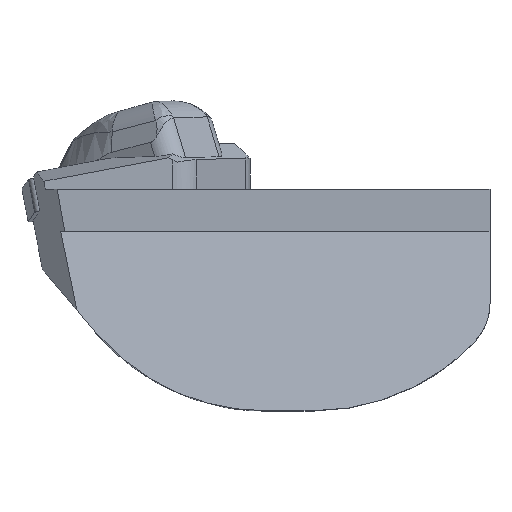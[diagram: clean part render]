
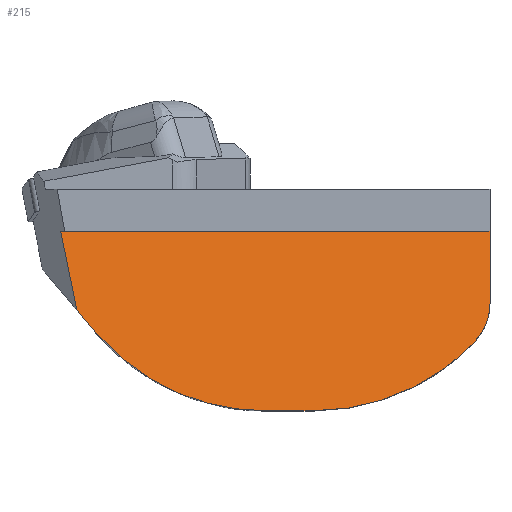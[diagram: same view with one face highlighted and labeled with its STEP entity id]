
A CAD part, top view. The second image highlights one B-rep face of the part: STEP entity #215.
In plain terms, the highlighted planar face has unit normal (0, 0.259, 0.966).
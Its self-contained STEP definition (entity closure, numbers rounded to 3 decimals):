
#183=ELLIPSE('',#1442,32.611,31.5);
#184=ELLIPSE('',#1445,32.611,31.5);
#186=ELLIPSE('',#1449,8.282,8.);
#215=ADVANCED_FACE('',(#322),#279,.F.);
#279=PLANE('',#1450);
#322=FACE_OUTER_BOUND('',#384,.T.);
#384=EDGE_LOOP('',(#760,#761,#762,#763,#764,#765,#766,#767));
#454=LINE('',#1994,#556);
#490=LINE('',#2096,#592);
#495=LINE('',#2115,#597);
#496=LINE('',#2117,#598);
#497=LINE('',#2121,#599);
#556=VECTOR('',#1566,1.);
#592=VECTOR('',#1642,1.);
#597=VECTOR('',#1663,1.);
#598=VECTOR('',#1666,1.);
#599=VECTOR('',#1669,1.);
#760=ORIENTED_EDGE('',*,*,#1226,.F.);
#761=ORIENTED_EDGE('',*,*,#1167,.T.);
#762=ORIENTED_EDGE('',*,*,#1215,.F.);
#763=ORIENTED_EDGE('',*,*,#1218,.T.);
#764=ORIENTED_EDGE('',*,*,#1225,.T.);
#765=ORIENTED_EDGE('',*,*,#1221,.T.);
#766=ORIENTED_EDGE('',*,*,#1227,.T.);
#767=ORIENTED_EDGE('',*,*,#1228,.T.);
#1040=VERTEX_POINT('',#1993);
#1041=VERTEX_POINT('',#1995);
#1074=VERTEX_POINT('',#2095);
#1076=VERTEX_POINT('',#2101);
#1078=VERTEX_POINT('',#2107);
#1079=VERTEX_POINT('',#2109);
#1081=VERTEX_POINT('',#2118);
#1082=VERTEX_POINT('',#2120);
#1167=EDGE_CURVE('',#1041,#1040,#454,.T.);
#1215=EDGE_CURVE('',#1074,#1040,#490,.T.);
#1218=EDGE_CURVE('',#1074,#1076,#183,.T.);
#1221=EDGE_CURVE('',#1079,#1078,#184,.T.);
#1225=EDGE_CURVE('',#1076,#1079,#495,.T.);
#1226=EDGE_CURVE('',#1041,#1081,#496,.T.);
#1227=EDGE_CURVE('',#1078,#1082,#186,.T.);
#1228=EDGE_CURVE('',#1082,#1081,#497,.T.);
#1442=AXIS2_PLACEMENT_3D('',#2102,#1648,#1649);
#1445=AXIS2_PLACEMENT_3D('',#2108,#1655,#1656);
#1449=AXIS2_PLACEMENT_3D('',#2119,#1667,#1668);
#1450=AXIS2_PLACEMENT_3D('',#2122,#1670,#1671);
#1566=DIRECTION('',(0.195,-0.947,0.254));
#1642=DIRECTION('',(-0.63,0.75,-0.201));
#1648=DIRECTION('',(0.,0.259,0.966));
#1649=DIRECTION('',(0.,-0.966,0.259));
#1655=DIRECTION('',(0.,0.259,0.966));
#1656=DIRECTION('',(0.,-0.966,0.259));
#1663=DIRECTION('',(1.,0.,0.));
#1666=DIRECTION('',(1.,0.,0.));
#1667=DIRECTION('',(0.,0.259,0.966));
#1668=DIRECTION('',(0.,-0.966,0.259));
#1669=DIRECTION('',(0.,0.966,-0.259));
#1670=DIRECTION('',(0.,-0.259,-0.966));
#1671=DIRECTION('',(0.,-0.966,0.259));
#1993=CARTESIAN_POINT('',(-33.707,-17.177,2.995));
#1994=CARTESIAN_POINT('',(-33.388,-18.731,3.411));
#1995=CARTESIAN_POINT('',(-36.004,-6.,0.));
#2095=CARTESIAN_POINT('',(-31.13,-20.248,3.818));
#2096=CARTESIAN_POINT('',(-52.737,5.502,-3.082));
#2101=CARTESIAN_POINT('',(-7.,-31.5,6.833));
#2102=CARTESIAN_POINT('',(-7.,0.,-1.608));
#2107=CARTESIAN_POINT('',(22.787,-21.748,4.22));
#2108=CARTESIAN_POINT('',(0.,0.,-1.608));
#2109=CARTESIAN_POINT('',(0.,-31.5,6.833));
#2115=CARTESIAN_POINT('',(-100.,-31.5,6.833));
#2117=CARTESIAN_POINT('',(-100.,-6.,0.));
#2118=CARTESIAN_POINT('',(25.,-6.,0.));
#2119=CARTESIAN_POINT('',(17.,-16.225,2.74));
#2120=CARTESIAN_POINT('',(25.,-16.225,2.74));
#2121=CARTESIAN_POINT('',(25.,-31.5,6.833));
#2122=CARTESIAN_POINT('',(-100.,-31.5,6.833));
